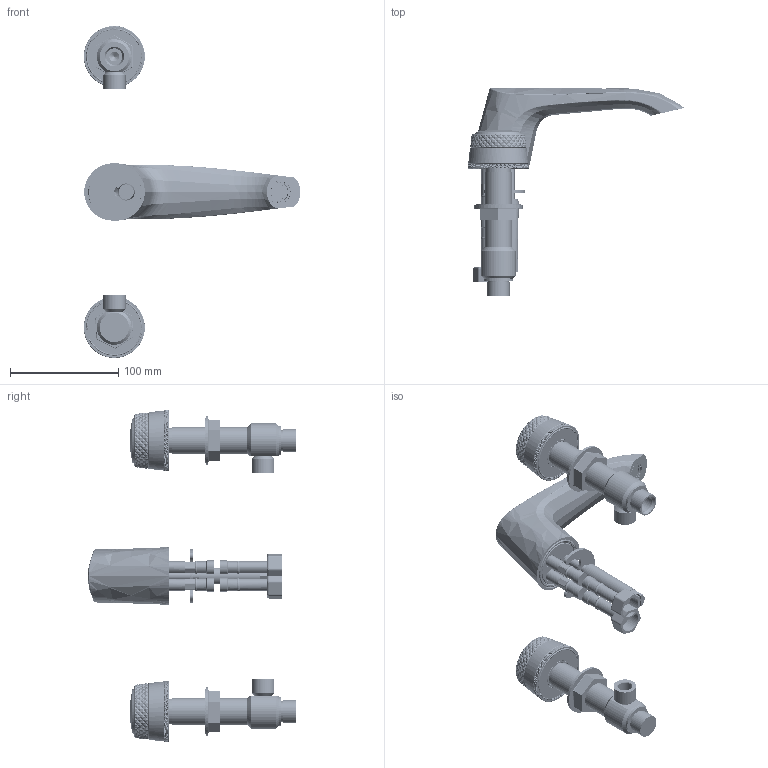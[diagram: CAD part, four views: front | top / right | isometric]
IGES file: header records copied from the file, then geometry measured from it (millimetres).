
Global section: file name: T10K14-CCR CBR; native system: Autodesk Inventor 2020; preprocessor: unknown; author: pbiran; date: 20200520.145206; units: millimetre
Bounding box: 199.89 x 192.37 x 306.42 mm (x, y, z)
Volume: 463060.2 mm3; surface area: 190576.3 mm2
Topology: 44 solids, 45 shells, 16403 faces, 40532 edges, 24318 vertices
Faces by surface type: bspline 16386, offset 17
